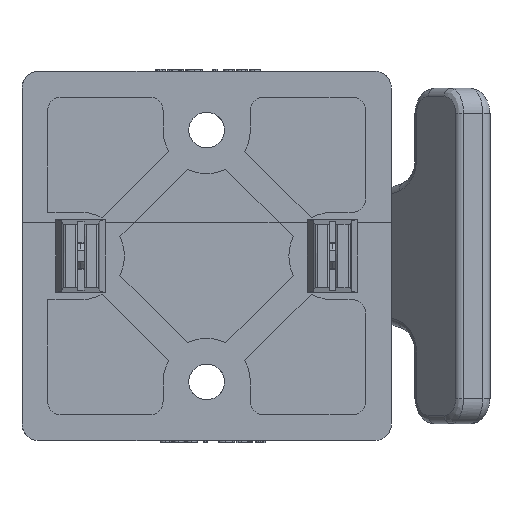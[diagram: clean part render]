
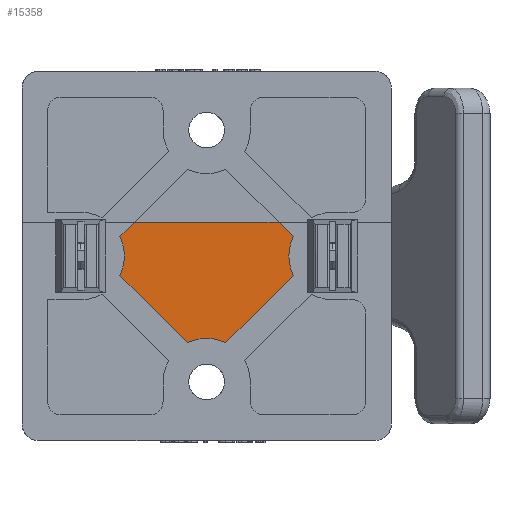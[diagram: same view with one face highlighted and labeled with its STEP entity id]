
A CAD part, front view. The second image highlights one B-rep face of the part: STEP entity #15358.
In plain terms, the highlighted planar face has unit normal (0, -1, 0).
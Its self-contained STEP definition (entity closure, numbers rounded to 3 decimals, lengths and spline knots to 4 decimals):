
#875 = ORIENTED_EDGE ( 'NONE', *, *, #49274, .T. ) ;
#876 = ORIENTED_EDGE ( 'NONE', *, *, #49272, .T. ) ;
#877 = ORIENTED_EDGE ( 'NONE', *, *, #49270, .T. ) ;
#878 = ORIENTED_EDGE ( 'NONE', *, *, #49268, .T. ) ;
#879 = ORIENTED_EDGE ( 'NONE', *, *, #49266, .T. ) ;
#880 = ORIENTED_EDGE ( 'NONE', *, *, #49263, .T. ) ;
#881 = ORIENTED_EDGE ( 'NONE', *, *, #49261, .T. ) ;
#882 = ORIENTED_EDGE ( 'NONE', *, *, #43798, .F. ) ;
#10610 = CARTESIAN_POINT ( 'NONE',  ( -0.5391, -0.312, 0.25 ) ) ;
#10612 = CARTESIAN_POINT ( 'NONE',  ( 0.5391, -0.312, 0.25 ) ) ;
#11035 = CARTESIAN_POINT ( 'NONE',  ( 0.6458, -0.312, 0.1433 ) ) ;
#11036 = CARTESIAN_POINT ( 'NONE',  ( 0.6458, -0.312, -0.1433 ) ) ;
#11037 = CARTESIAN_POINT ( 'NONE',  ( 0.1433, -0.312, -0.6458 ) ) ;
#11038 = CARTESIAN_POINT ( 'NONE',  ( -0.1433, -0.312, -0.6458 ) ) ;
#11039 = CARTESIAN_POINT ( 'NONE',  ( -0.6458, -0.312, -0.1433 ) ) ;
#11040 = CARTESIAN_POINT ( 'NONE',  ( -0.6458, -0.312, 0.1433 ) ) ;
#15358 = ADVANCED_FACE ( 'NONE', ( #21579 ), #18085, .T. ) ;
#18069 = CARTESIAN_POINT ( 'NONE',  ( 0.9375, -0.312, 0. ) ) ;
#18085 = PLANE ( 'NONE',  #22862 ) ;
#18097 = DIRECTION ( 'NONE',  ( 0., -1., 0. ) ) ;
#18099 = DIRECTION ( 'NONE',  ( 0., 0., -1. ) ) ;
#21579 = FACE_OUTER_BOUND ( 'NONE', #48601, .T. ) ;
#22862 = AXIS2_PLACEMENT_3D ( 'NONE', #18069, #18097, #18099 ) ;
#23189 = VERTEX_POINT ( 'NONE', #10610 ) ;
#23191 = VERTEX_POINT ( 'NONE', #10612 ) ;
#23614 = VERTEX_POINT ( 'NONE', #11035 ) ;
#23615 = VERTEX_POINT ( 'NONE', #11036 ) ;
#23616 = VERTEX_POINT ( 'NONE', #11037 ) ;
#23617 = VERTEX_POINT ( 'NONE', #11038 ) ;
#23618 = VERTEX_POINT ( 'NONE', #11039 ) ;
#23619 = VERTEX_POINT ( 'NONE', #11040 ) ;
#29404 = LINE ( 'NONE', #34077, #29409 ) ;
#29409 = VECTOR ( 'NONE', #34079, 39.3701 ) ;
#29754 = LINE ( 'NONE', #35755, #29762 ) ;
#29762 = VECTOR ( 'NONE', #35756, 39.3701 ) ;
#29773 = CIRCLE ( 'NONE', #30134, 0.325 ) ;
#29776 = LINE ( 'NONE', #35767, #29777 ) ;
#29777 = VECTOR ( 'NONE', #35768, 39.3701 ) ;
#29780 = VECTOR ( 'NONE', #35787, 39.3701 ) ;
#29782 = CIRCLE ( 'NONE', #30139, 0.325 ) ;
#29783 = LINE ( 'NONE', #35776, #29784 ) ;
#29784 = VECTOR ( 'NONE', #35777, 39.3701 ) ;
#29788 = CIRCLE ( 'NONE', #30140, 0.325 ) ;
#29789 = LINE ( 'NONE', #35780, #29780 ) ;
#30134 = AXIS2_PLACEMENT_3D ( 'NONE', #35757, #35760, #35761 ) ;
#30139 = AXIS2_PLACEMENT_3D ( 'NONE', #35765, #35772, #35773 ) ;
#30140 = AXIS2_PLACEMENT_3D ( 'NONE', #35762, #35781, #35782 ) ;
#34077 = CARTESIAN_POINT ( 'NONE',  ( 0., -0.312, 0.25 ) ) ;
#34079 = DIRECTION ( 'NONE',  ( 1., 0., 0. ) ) ;
#35755 = CARTESIAN_POINT ( 'NONE',  ( 0.1433, -0.312, 0.6458 ) ) ;
#35756 = DIRECTION ( 'NONE',  ( -0.707, 0., 0.707 ) ) ;
#35757 = CARTESIAN_POINT ( 'NONE',  ( 0.9375, -0.312, 0. ) ) ;
#35760 = DIRECTION ( 'NONE',  ( 0., 1., 0. ) ) ;
#35761 = DIRECTION ( 'NONE',  ( 0., 0., -1. ) ) ;
#35762 = CARTESIAN_POINT ( 'NONE',  ( -0.9375, -0.312, 0. ) ) ;
#35765 = CARTESIAN_POINT ( 'NONE',  ( 0., -0.312, -0.9375 ) ) ;
#35767 = CARTESIAN_POINT ( 'NONE',  ( 0.6458, -0.312, -0.1433 ) ) ;
#35768 = DIRECTION ( 'NONE',  ( 0.707, 0., 0.707 ) ) ;
#35772 = DIRECTION ( 'NONE',  ( 0., 1., 0. ) ) ;
#35773 = DIRECTION ( 'NONE',  ( 0., 0., -1. ) ) ;
#35776 = CARTESIAN_POINT ( 'NONE',  ( -0.1433, -0.312, -0.6458 ) ) ;
#35777 = DIRECTION ( 'NONE',  ( 0.707, 0., -0.707 ) ) ;
#35780 = CARTESIAN_POINT ( 'NONE',  ( -0.6458, -0.312, 0.1433 ) ) ;
#35781 = DIRECTION ( 'NONE',  ( 0., 1., 0. ) ) ;
#35782 = DIRECTION ( 'NONE',  ( 0., 0., -1. ) ) ;
#35787 = DIRECTION ( 'NONE',  ( -0.707, 0., -0.707 ) ) ;
#43798 = EDGE_CURVE ( 'NONE', #23189, #23191, #29404, .T. ) ;
#48601 = EDGE_LOOP ( 'NONE', ( #875, #876, #877, #878, #879, #880, #881, #882 ) ) ;
#49261 = EDGE_CURVE ( 'NONE', #23614, #23191, #29754, .T. ) ;
#49263 = EDGE_CURVE ( 'NONE', #23615, #23614, #29773, .T. ) ;
#49266 = EDGE_CURVE ( 'NONE', #23616, #23615, #29776, .T. ) ;
#49268 = EDGE_CURVE ( 'NONE', #23617, #23616, #29782, .T. ) ;
#49270 = EDGE_CURVE ( 'NONE', #23618, #23617, #29783, .T. ) ;
#49272 = EDGE_CURVE ( 'NONE', #23619, #23618, #29788, .T. ) ;
#49274 = EDGE_CURVE ( 'NONE', #23189, #23619, #29789, .T. ) ;
